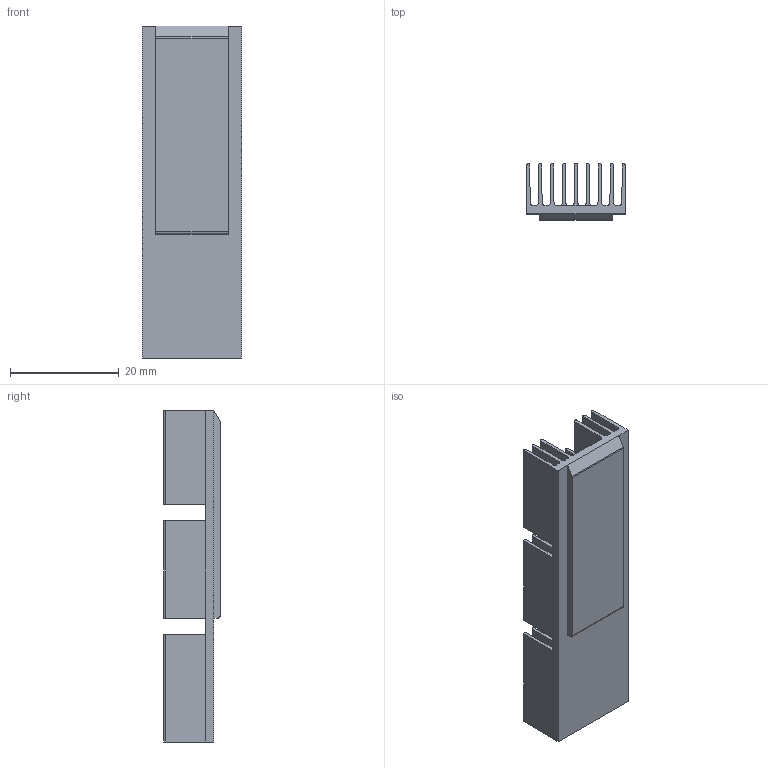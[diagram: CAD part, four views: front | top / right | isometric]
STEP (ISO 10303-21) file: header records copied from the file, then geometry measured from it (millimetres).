
FILE_DESCRIPTION (( 'STEP AP214' ), '1' );
FILE_NAME ('05-00417--A118653-001.STEP', '2020-09-22T15:14:09', ( '' ), ( '' ), 'SwSTEP 2.0', 'SolidWorks 2018', '' );
FILE_SCHEMA (( 'AUTOMOTIVE_DESIGN' ));
Length unit declared in the file: millimetre
Products named in the file (2): 05-00417--A118653-001
Bounding box: 18.3 x 10.4 x 61.2 mm (x, y, z)
Volume: 4554.3 mm3; surface area: 9628 mm2
Topology: 1 solids, 1 shells, 238 faces, 659 edges, 436 vertices
Faces by surface type: plane 134, cylinder 104
Entity records: 7680 total; most frequent: DIRECTION 1347, CARTESIAN_POINT 1335, ORIENTED_EDGE 1318, EDGE_CURVE 659, VECTOR 451, LINE 451, AXIS2_PLACEMENT_3D 448, VERTEX_POINT 436
